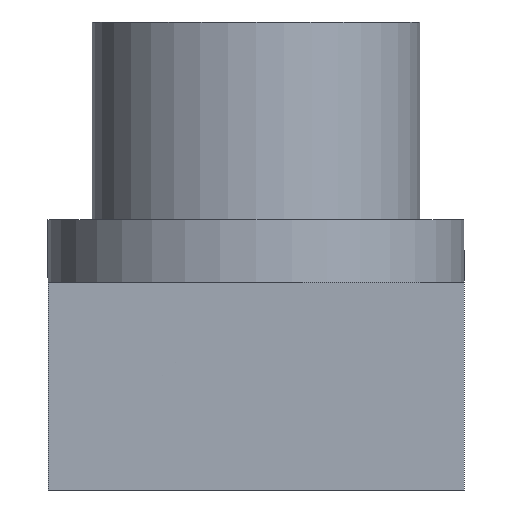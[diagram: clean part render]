
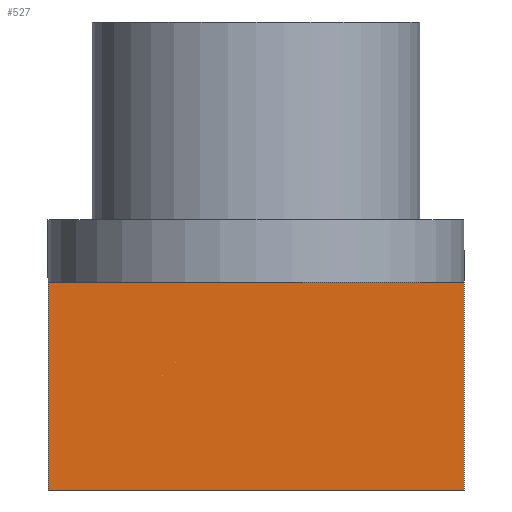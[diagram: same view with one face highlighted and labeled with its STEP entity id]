
A CAD part, left-side view. The second image highlights one B-rep face of the part: STEP entity #527.
In plain terms, the highlighted planar face has unit normal (-1, 0, 0).
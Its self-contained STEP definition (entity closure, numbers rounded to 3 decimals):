
#14 = DIRECTION ( 'NONE',  ( 0., -1., 0. ) ) ;
#66 = VECTOR ( 'NONE', #656, 1000. ) ;
#97 = CARTESIAN_POINT ( 'NONE',  ( -40., 40., 0. ) ) ;
#135 = CARTESIAN_POINT ( 'NONE',  ( -40., 40., 40. ) ) ;
#155 = DIRECTION ( 'NONE',  ( 1., 0., 0. ) ) ;
#160 = VERTEX_POINT ( 'NONE', #507 ) ;
#173 = VERTEX_POINT ( 'NONE', #720 ) ;
#189 = EDGE_CURVE ( 'NONE', #371, #173, #420, .T. ) ;
#224 = FACE_OUTER_BOUND ( 'NONE', #757, .T. ) ;
#226 = CARTESIAN_POINT ( 'NONE',  ( -40., 40., 40. ) ) ;
#239 = VERTEX_POINT ( 'NONE', #492 ) ;
#245 = DIRECTION ( 'NONE',  ( 0., 0., -1. ) ) ;
#256 = LINE ( 'NONE', #135, #66 ) ;
#283 = LINE ( 'NONE', #97, #467 ) ;
#284 = CARTESIAN_POINT ( 'NONE',  ( -40., -40., 40. ) ) ;
#293 = EDGE_CURVE ( 'NONE', #160, #239, #283, .T. ) ;
#302 = ORIENTED_EDGE ( 'NONE', *, *, #293, .T. ) ;
#348 = ORIENTED_EDGE ( 'NONE', *, *, #482, .F. ) ;
#354 = DIRECTION ( 'NONE',  ( 0., -1., 0. ) ) ;
#371 = VERTEX_POINT ( 'NONE', #730 ) ;
#389 = EDGE_CURVE ( 'NONE', #371, #160, #256, .T. ) ;
#415 = AXIS2_PLACEMENT_3D ( 'NONE', #620, #155, #690 ) ;
#420 = LINE ( 'NONE', #226, #577 ) ;
#433 = VECTOR ( 'NONE', #686, 1000. ) ;
#457 = ORIENTED_EDGE ( 'NONE', *, *, #389, .T. ) ;
#467 = VECTOR ( 'NONE', #14, 1000. ) ;
#482 = EDGE_CURVE ( 'NONE', #173, #490, #803, .T. ) ;
#490 = VERTEX_POINT ( 'NONE', #284 ) ;
#492 = CARTESIAN_POINT ( 'NONE',  ( -40., -40., 0. ) ) ;
#497 = ORIENTED_EDGE ( 'NONE', *, *, #189, .F. ) ;
#507 = CARTESIAN_POINT ( 'NONE',  ( -40., 40., 0. ) ) ;
#524 = VECTOR ( 'NONE', #245, 1000. ) ;
#527 = ADVANCED_FACE ( 'NONE', ( #224 ), #635, .F. ) ;
#562 = CARTESIAN_POINT ( 'NONE',  ( -40., 40., 40. ) ) ;
#577 = VECTOR ( 'NONE', #354, 1000. ) ;
#620 = CARTESIAN_POINT ( 'NONE',  ( -40., 40., 40. ) ) ;
#635 = PLANE ( 'NONE',  #415 ) ;
#641 = CARTESIAN_POINT ( 'NONE',  ( -40., -40., 40. ) ) ;
#656 = DIRECTION ( 'NONE',  ( 0., 0., -1. ) ) ;
#670 = EDGE_CURVE ( 'NONE', #490, #239, #711, .T. ) ;
#686 = DIRECTION ( 'NONE',  ( 0., -1., 0. ) ) ;
#690 = DIRECTION ( 'NONE',  ( 0., 0., -1. ) ) ;
#711 = LINE ( 'NONE', #641, #524 ) ;
#720 = CARTESIAN_POINT ( 'NONE',  ( -40., 0., 40. ) ) ;
#730 = CARTESIAN_POINT ( 'NONE',  ( -40., 40., 40. ) ) ;
#757 = EDGE_LOOP ( 'NONE', ( #302, #781, #348, #497, #457 ) ) ;
#781 = ORIENTED_EDGE ( 'NONE', *, *, #670, .F. ) ;
#803 = LINE ( 'NONE', #562, #433 ) ;
